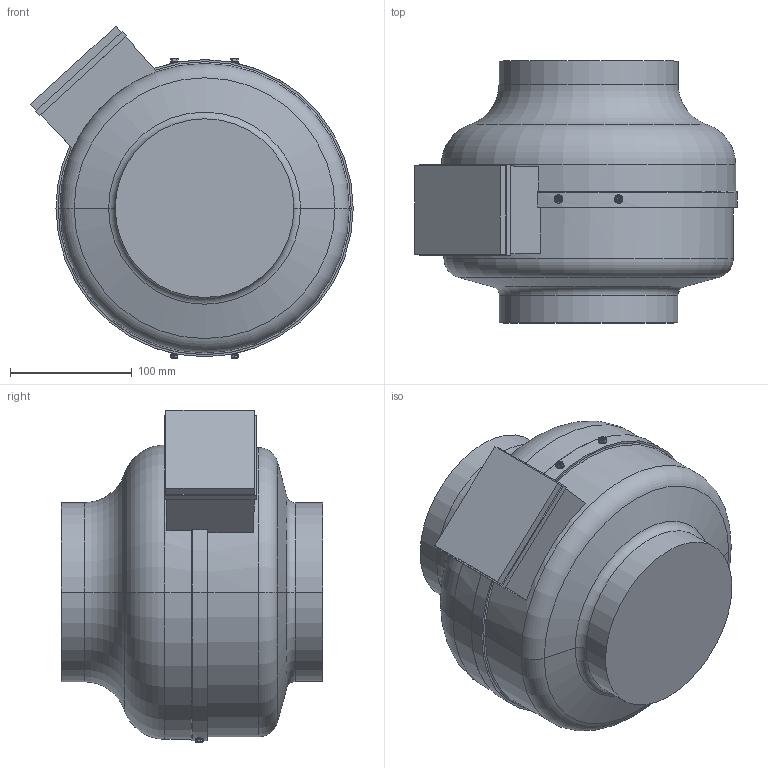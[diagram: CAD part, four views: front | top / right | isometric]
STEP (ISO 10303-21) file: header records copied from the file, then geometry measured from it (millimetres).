
FILE_DESCRIPTION (( 'STEP AP203' ), '1' );
FILE_NAME ('AXC150A Elicent_Disegno commerciale.STEP', '2022-03-07T16:35:37', ( '' ), ( '' ), 'SwSTEP 2.0', 'SolidWorks 2018', '' );
FILE_SCHEMA (( 'CONFIG_CONTROL_DESIGN' ));
Length unit declared in the file: millimetre
Products named in the file (1): AXC150A Elicent_Disegno commerciale
Bounding box: 264.88 x 215.2 x 272.79 mm (x, y, z)
Volume: 7511099.2 mm3; surface area: 220138 mm2
Topology: 1 solids, 1 shells, 318 faces, 762 edges, 440 vertices
Faces by surface type: plane 113, cylinder 102, torus 71, sphere 24, bspline 6, cone 2
Entity records: 11919 total; most frequent: CARTESIAN_POINT 4515, DIRECTION 1627, ORIENTED_EDGE 1476, EDGE_CURVE 738, AXIS2_PLACEMENT_3D 631, VERTEX_POINT 440, VECTOR 365, LINE 365
